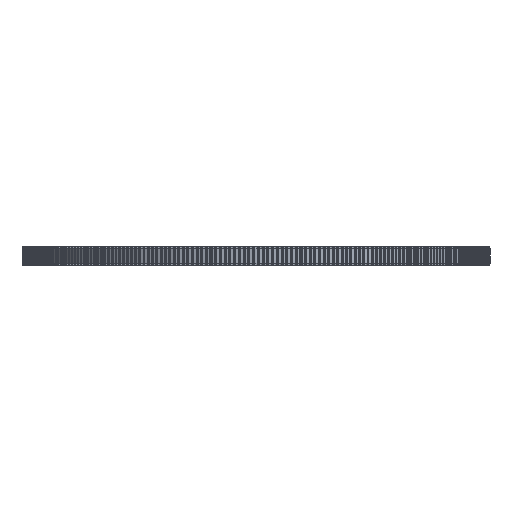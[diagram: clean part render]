
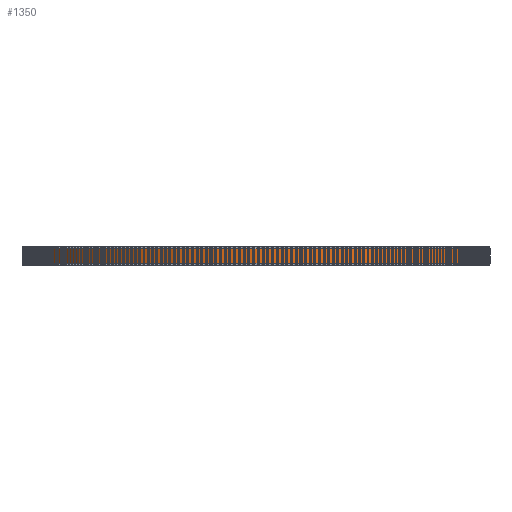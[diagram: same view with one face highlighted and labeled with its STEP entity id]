
A CAD part, front view. The second image highlights one B-rep face of the part: STEP entity #1350.
In plain terms, the highlighted cylindrical face has radius 97.721 mm (diameter 195.442 mm), a full revolution.
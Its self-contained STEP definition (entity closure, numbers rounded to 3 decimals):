
#97=FACE_BOUND('',#5040,.T.);
#98=FACE_BOUND('',#5041,.T.);
#1350=ADVANCED_FACE('',(#97,#98),#2579,.T.);
#2579=CYLINDRICAL_SURFACE('',#27159,97.721);
#5040=EDGE_LOOP('',(#14866));
#5041=EDGE_LOOP('',(#14867));
#14866=ORIENTED_EDGE('',*,*,#21010,.T.);
#14867=ORIENTED_EDGE('',*,*,#21011,.T.);
#17324=VERTEX_POINT('',#43140);
#17325=VERTEX_POINT('',#43142);
#21010=EDGE_CURVE('',#17324,#17324,#23468,.T.);
#21011=EDGE_CURVE('',#17325,#17325,#23469,.T.);
#23468=CIRCLE('',#27157,97.721);
#23469=CIRCLE('',#27158,97.721);
#27157=AXIS2_PLACEMENT_3D('',#43139,#35762,#35763);
#27158=AXIS2_PLACEMENT_3D('',#43141,#35764,#35765);
#27159=AXIS2_PLACEMENT_3D('',#43143,#35766,#35767);
#35762=DIRECTION('',(0.,0.,1.));
#35763=DIRECTION('',(1.,0.,0.));
#35764=DIRECTION('',(0.,0.,-1.));
#35765=DIRECTION('',(1.,0.,0.));
#35766=DIRECTION('',(0.,0.,1.));
#35767=DIRECTION('',(1.,0.,0.));
#43139=CARTESIAN_POINT('',(0.,0.,1.));
#43140=CARTESIAN_POINT('',(97.721,0.,1.));
#43141=CARTESIAN_POINT('',(0.,0.,7.));
#43142=CARTESIAN_POINT('',(97.721,0.,7.));
#43143=CARTESIAN_POINT('',(0.,0.,1.));
